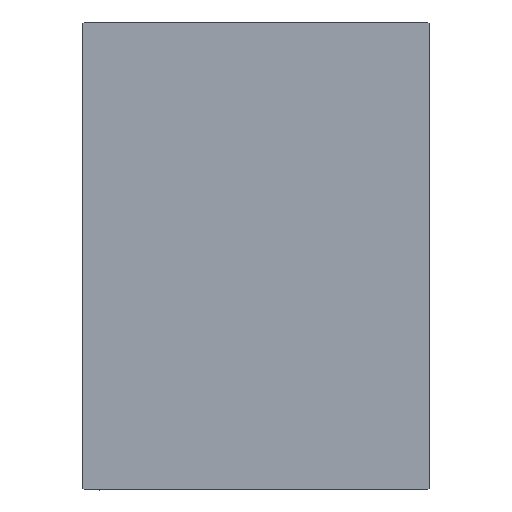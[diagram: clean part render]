
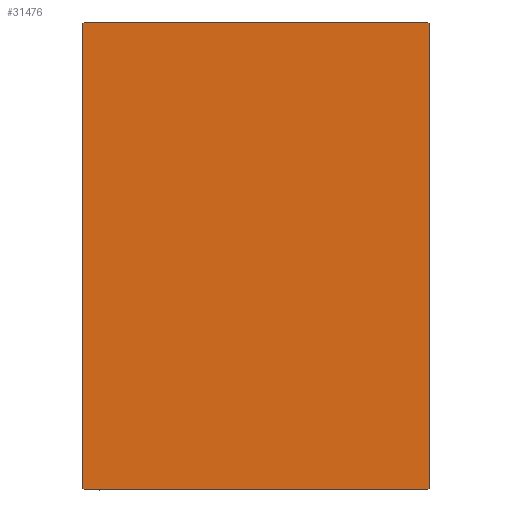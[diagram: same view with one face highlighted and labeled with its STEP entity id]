
A CAD part, left-side view. The second image highlights one B-rep face of the part: STEP entity #31476.
In plain terms, the highlighted face is planar.
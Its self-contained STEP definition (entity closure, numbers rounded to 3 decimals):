
#38 = ORIENTED_EDGE ( 'NONE', *, *, #19662, .T. ) ;
#154 = VECTOR ( 'NONE', #14472, 1000. ) ;
#1114 = VERTEX_POINT ( 'NONE', #32313 ) ;
#4490 = ORIENTED_EDGE ( 'NONE', *, *, #20304, .T. ) ;
#4979 = CARTESIAN_POINT ( 'NONE',  ( 88., 36.85, 36.85 ) ) ;
#6506 = LINE ( 'NONE', #33328, #25451 ) ;
#7735 = EDGE_CURVE ( 'NONE', #1114, #28026, #8349, .T. ) ;
#7883 = VERTEX_POINT ( 'NONE', #13382 ) ;
#7942 = EDGE_CURVE ( 'NONE', #39862, #30597, #27011, .T. ) ;
#8240 = CARTESIAN_POINT ( 'NONE',  ( 88., 31.5, -42.2 ) ) ;
#8349 = LINE ( 'NONE', #11008, #32399 ) ;
#9197 = LINE ( 'NONE', #41747, #9459 ) ;
#9459 = VECTOR ( 'NONE', #42602, 1000. ) ;
#10250 = DIRECTION ( 'NONE',  ( 0., 0., -1. ) ) ;
#10317 = EDGE_CURVE ( 'NONE', #32668, #1114, #9197, .T. ) ;
#10321 = DIRECTION ( 'NONE',  ( 0., 0.707, 0.707 ) ) ;
#10426 = ORIENTED_EDGE ( 'NONE', *, *, #7942, .T. ) ;
#10532 = CARTESIAN_POINT ( 'NONE',  ( 88., 31.5, -42.5 ) ) ;
#11008 = CARTESIAN_POINT ( 'NONE',  ( 88., -31.5, 42.5 ) ) ;
#11336 = VECTOR ( 'NONE', #40717, 1000. ) ;
#13382 = CARTESIAN_POINT ( 'NONE',  ( 88., 31.2, 42.5 ) ) ;
#14472 = DIRECTION ( 'NONE',  ( 0., 0., 1. ) ) ;
#14952 = LINE ( 'NONE', #37397, #35925 ) ;
#15360 = ORIENTED_EDGE ( 'NONE', *, *, #7735, .T. ) ;
#16158 = FACE_OUTER_BOUND ( 'NONE', #16520, .T. ) ;
#16520 = EDGE_LOOP ( 'NONE', ( #38, #10426, #4490, #35090, #25101, #19586, #15360, #19810 ) ) ;
#17121 = CARTESIAN_POINT ( 'NONE',  ( 88., 31.5, 42.2 ) ) ;
#17921 = EDGE_CURVE ( 'NONE', #28026, #28668, #24658, .T. ) ;
#18018 = VECTOR ( 'NONE', #10321, 1000. ) ;
#19586 = ORIENTED_EDGE ( 'NONE', *, *, #10317, .T. ) ;
#19662 = EDGE_CURVE ( 'NONE', #28668, #39862, #6506, .T. ) ;
#19810 = ORIENTED_EDGE ( 'NONE', *, *, #17921, .T. ) ;
#20304 = EDGE_CURVE ( 'NONE', #30597, #37712, #40841, .T. ) ;
#21815 = CARTESIAN_POINT ( 'NONE',  ( 88., -31.2, 42.5 ) ) ;
#22141 = LINE ( 'NONE', #4979, #33798 ) ;
#22467 = EDGE_CURVE ( 'NONE', #37712, #7883, #22141, .T. ) ;
#23437 = DIRECTION ( 'NONE',  ( 0., 1., 0. ) ) ;
#23540 = AXIS2_PLACEMENT_3D ( 'NONE', #39898, #33079, #10250 ) ;
#23695 = EDGE_CURVE ( 'NONE', #7883, #32668, #14952, .T. ) ;
#24658 = LINE ( 'NONE', #34131, #11336 ) ;
#25012 = DIRECTION ( 'NONE',  ( 0., -0.707, 0.707 ) ) ;
#25101 = ORIENTED_EDGE ( 'NONE', *, *, #23695, .T. ) ;
#25451 = VECTOR ( 'NONE', #23437, 1000. ) ;
#26364 = CARTESIAN_POINT ( 'NONE',  ( 88., 31.2, -42.5 ) ) ;
#27011 = LINE ( 'NONE', #30524, #18018 ) ;
#27057 = CARTESIAN_POINT ( 'NONE',  ( 88., -31.2, -42.5 ) ) ;
#28026 = VERTEX_POINT ( 'NONE', #40565 ) ;
#28668 = VERTEX_POINT ( 'NONE', #27057 ) ;
#30524 = CARTESIAN_POINT ( 'NONE',  ( 88., 36.85, -36.85 ) ) ;
#30597 = VERTEX_POINT ( 'NONE', #8240 ) ;
#31476 = ADVANCED_FACE ( 'NONE', ( #16158 ), #39679, .T. ) ;
#32313 = CARTESIAN_POINT ( 'NONE',  ( 88., -31.5, 42.2 ) ) ;
#32399 = VECTOR ( 'NONE', #38666, 1000. ) ;
#32668 = VERTEX_POINT ( 'NONE', #21815 ) ;
#33079 = DIRECTION ( 'NONE',  ( 1., 0., 0. ) ) ;
#33328 = CARTESIAN_POINT ( 'NONE',  ( 88., -31.5, -42.5 ) ) ;
#33798 = VECTOR ( 'NONE', #25012, 1000. ) ;
#34131 = CARTESIAN_POINT ( 'NONE',  ( 88., -36.85, -36.85 ) ) ;
#35090 = ORIENTED_EDGE ( 'NONE', *, *, #22467, .T. ) ;
#35925 = VECTOR ( 'NONE', #40690, 1000. ) ;
#37397 = CARTESIAN_POINT ( 'NONE',  ( 88., 31.5, 42.5 ) ) ;
#37712 = VERTEX_POINT ( 'NONE', #17121 ) ;
#38666 = DIRECTION ( 'NONE',  ( 0., 0., -1. ) ) ;
#39679 = PLANE ( 'NONE',  #23540 ) ;
#39862 = VERTEX_POINT ( 'NONE', #26364 ) ;
#39898 = CARTESIAN_POINT ( 'NONE',  ( 88., 0., 0. ) ) ;
#40565 = CARTESIAN_POINT ( 'NONE',  ( 88., -31.5, -42.2 ) ) ;
#40690 = DIRECTION ( 'NONE',  ( 0., -1., 0. ) ) ;
#40717 = DIRECTION ( 'NONE',  ( 0., 0.707, -0.707 ) ) ;
#40841 = LINE ( 'NONE', #10532, #154 ) ;
#41747 = CARTESIAN_POINT ( 'NONE',  ( 88., -36.85, 36.85 ) ) ;
#42602 = DIRECTION ( 'NONE',  ( 0., -0.707, -0.707 ) ) ;
